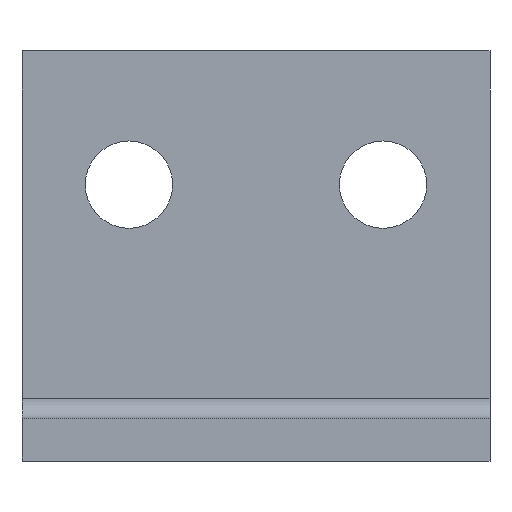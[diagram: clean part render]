
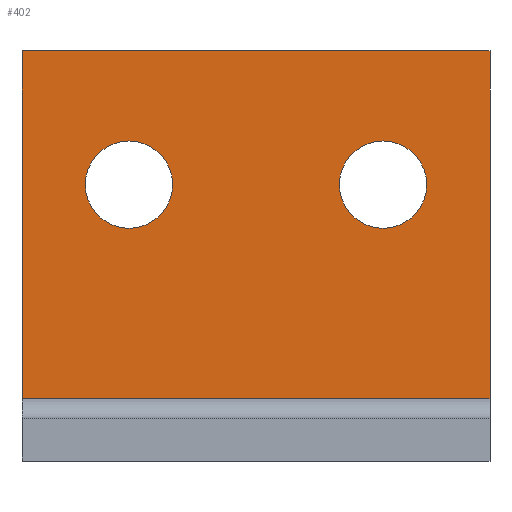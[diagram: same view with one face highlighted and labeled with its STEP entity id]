
A CAD part, front view. The second image highlights one B-rep face of the part: STEP entity #402.
In plain terms, the highlighted planar face has unit normal (0, -1, 0).
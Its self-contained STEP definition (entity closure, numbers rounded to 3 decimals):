
#3 = DIRECTION ( 'NONE',  ( 0., 0., -1. ) ) ;
#9 = CARTESIAN_POINT ( 'NONE',  ( -5.787, -1.6, -24.33 ) ) ;
#10 = ORIENTED_EDGE ( 'NONE', *, *, #256, .F. ) ;
#16 = DIRECTION ( 'NONE',  ( 0., 0., -1. ) ) ;
#18 = AXIS2_PLACEMENT_3D ( 'NONE', #171, #86, #81 ) ;
#19 = CARTESIAN_POINT ( 'NONE',  ( -5.787, -1.6, -11.33 ) ) ;
#29 = AXIS2_PLACEMENT_3D ( 'NONE', #484, #384, #286 ) ;
#35 = FACE_OUTER_BOUND ( 'NONE', #375, .T. ) ;
#47 = CARTESIAN_POINT ( 'NONE',  ( -19.287, -1.6, -17.962 ) ) ;
#50 = LINE ( 'NONE', #287, #440 ) ;
#54 = ORIENTED_EDGE ( 'NONE', *, *, #581, .F. ) ;
#66 = CARTESIAN_POINT ( 'NONE',  ( -19.287, -1.6, -14.698 ) ) ;
#69 = ORIENTED_EDGE ( 'NONE', *, *, #168, .F. ) ;
#81 = DIRECTION ( 'NONE',  ( 0., 0., 1. ) ) ;
#86 = DIRECTION ( 'NONE',  ( 0., 1., 0. ) ) ;
#90 = LINE ( 'NONE', #361, #408 ) ;
#107 = CARTESIAN_POINT ( 'NONE',  ( -9.787, -1.6, -16.33 ) ) ;
#111 = VERTEX_POINT ( 'NONE', #9 ) ;
#112 = CARTESIAN_POINT ( 'NONE',  ( -5.787, -1.6, -21.33 ) ) ;
#115 = ORIENTED_EDGE ( 'NONE', *, *, #599, .F. ) ;
#117 = VERTEX_POINT ( 'NONE', #47 ) ;
#118 = AXIS2_PLACEMENT_3D ( 'NONE', #586, #348, #16 ) ;
#120 = VERTEX_POINT ( 'NONE', #322 ) ;
#140 = DIRECTION ( 'NONE',  ( -1., 0., 0. ) ) ;
#143 = EDGE_LOOP ( 'NONE', ( #115, #483 ) ) ;
#168 = EDGE_CURVE ( 'NONE', #111, #431, #50, .T. ) ;
#169 = LINE ( 'NONE', #351, #280 ) ;
#171 = CARTESIAN_POINT ( 'NONE',  ( 0., -1.6, 0. ) ) ;
#189 = ORIENTED_EDGE ( 'NONE', *, *, #449, .F. ) ;
#194 = DIRECTION ( 'NONE',  ( 0., 0., -1. ) ) ;
#200 = DIRECTION ( 'NONE',  ( 0., 0., -1. ) ) ;
#217 = FACE_BOUND ( 'NONE', #413, .T. ) ;
#221 = FACE_BOUND ( 'NONE', #143, .T. ) ;
#227 = AXIS2_PLACEMENT_3D ( 'NONE', #235, #571, #200 ) ;
#235 = CARTESIAN_POINT ( 'NONE',  ( -19.287, -1.6, -16.33 ) ) ;
#239 = CIRCLE ( 'NONE', #118, 1.632 ) ;
#256 = EDGE_CURVE ( 'NONE', #117, #605, #239, .T. ) ;
#264 = AXIS2_PLACEMENT_3D ( 'NONE', #107, #389, #3 ) ;
#267 = EDGE_CURVE ( 'NONE', #493, #514, #169, .T. ) ;
#272 = CIRCLE ( 'NONE', #264, 1.632 ) ;
#280 = VECTOR ( 'NONE', #494, 1000. ) ;
#286 = DIRECTION ( 'NONE',  ( 0., 0., -1. ) ) ;
#287 = CARTESIAN_POINT ( 'NONE',  ( -5.787, -1.6, -24.33 ) ) ;
#322 = CARTESIAN_POINT ( 'NONE',  ( -9.787, -1.6, -14.698 ) ) ;
#327 = ORIENTED_EDGE ( 'NONE', *, *, #572, .F. ) ;
#348 = DIRECTION ( 'NONE',  ( 0., -1., 0. ) ) ;
#351 = CARTESIAN_POINT ( 'NONE',  ( -23.287, -1.6, -11.33 ) ) ;
#361 = CARTESIAN_POINT ( 'NONE',  ( -23.287, -1.6, -21.33 ) ) ;
#369 = VECTOR ( 'NONE', #194, 1000. ) ;
#375 = EDGE_LOOP ( 'NONE', ( #189, #69, #327, #537 ) ) ;
#379 = VERTEX_POINT ( 'NONE', #500 ) ;
#384 = DIRECTION ( 'NONE',  ( 0., -1., 0. ) ) ;
#389 = DIRECTION ( 'NONE',  ( 0., -1., 0. ) ) ;
#402 = ADVANCED_FACE ( 'NONE', ( #217, #35, #221 ), #464, .F. ) ;
#408 = VECTOR ( 'NONE', #510, 1000. ) ;
#413 = EDGE_LOOP ( 'NONE', ( #10, #54 ) ) ;
#431 = VERTEX_POINT ( 'NONE', #600 ) ;
#440 = VECTOR ( 'NONE', #140, 1000. ) ;
#449 = EDGE_CURVE ( 'NONE', #431, #493, #90, .T. ) ;
#459 = CARTESIAN_POINT ( 'NONE',  ( -23.287, -1.6, -11.33 ) ) ;
#463 = CIRCLE ( 'NONE', #29, 1.632 ) ;
#464 = PLANE ( 'NONE',  #18 ) ;
#483 = ORIENTED_EDGE ( 'NONE', *, *, #519, .F. ) ;
#484 = CARTESIAN_POINT ( 'NONE',  ( -9.787, -1.6, -16.33 ) ) ;
#493 = VERTEX_POINT ( 'NONE', #459 ) ;
#494 = DIRECTION ( 'NONE',  ( 1., 0., 0. ) ) ;
#500 = CARTESIAN_POINT ( 'NONE',  ( -9.787, -1.6, -17.962 ) ) ;
#510 = DIRECTION ( 'NONE',  ( 0., 0., 1. ) ) ;
#514 = VERTEX_POINT ( 'NONE', #19 ) ;
#519 = EDGE_CURVE ( 'NONE', #120, #379, #463, .T. ) ;
#529 = CIRCLE ( 'NONE', #227, 1.632 ) ;
#533 = LINE ( 'NONE', #112, #369 ) ;
#537 = ORIENTED_EDGE ( 'NONE', *, *, #267, .F. ) ;
#571 = DIRECTION ( 'NONE',  ( 0., -1., 0. ) ) ;
#572 = EDGE_CURVE ( 'NONE', #514, #111, #533, .T. ) ;
#581 = EDGE_CURVE ( 'NONE', #605, #117, #529, .T. ) ;
#586 = CARTESIAN_POINT ( 'NONE',  ( -19.287, -1.6, -16.33 ) ) ;
#599 = EDGE_CURVE ( 'NONE', #379, #120, #272, .T. ) ;
#600 = CARTESIAN_POINT ( 'NONE',  ( -23.287, -1.6, -24.33 ) ) ;
#605 = VERTEX_POINT ( 'NONE', #66 ) ;
